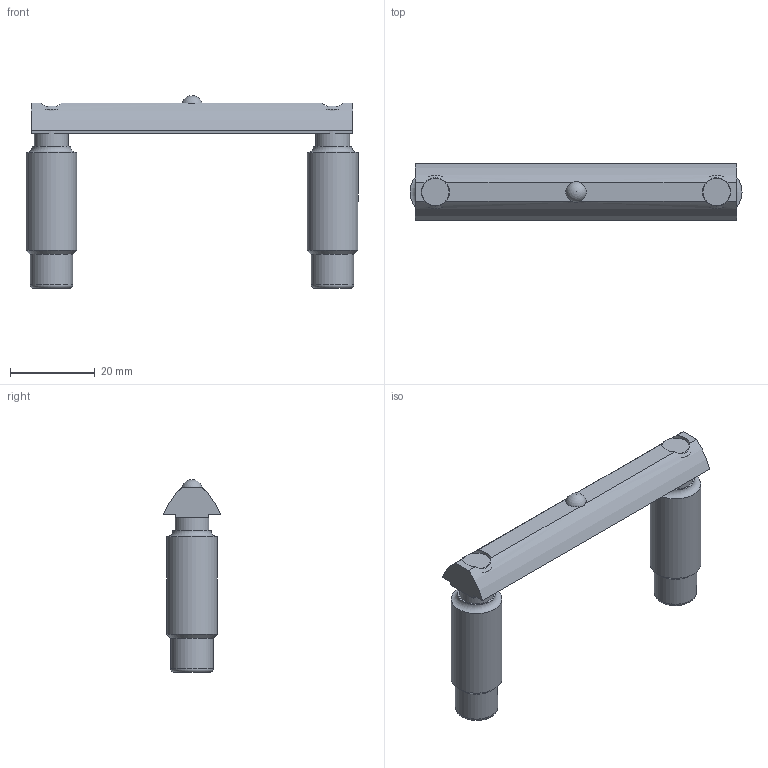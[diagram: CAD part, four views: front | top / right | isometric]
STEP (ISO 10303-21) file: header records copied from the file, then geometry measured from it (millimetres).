
FILE_DESCRIPTION(/* description */ ('KriTec Systemverbinder 8 80'),/* implementation_level */ '2;1');
FILE_NAME(/* name */ '13008_KriTec_Systemverbinder_8_80_1.stp',/* time_stamp */ '2020-11-03T10:58:04+01:00',/* author */ ('jendrek'),/* organization */ (''),/* preprocessor_version */ 'ST-DEVELOPER v17',/* originating_system */ 'Autodesk Inventor 2018',/* authorisation */ '');
FILE_SCHEMA (('AUTOMOTIVE_DESIGN { 1 0 10303 214 3 1 1 }'));
Length unit declared in the file: millimetre
Products named in the file (4): 13008; 11040; Gewindehülse Systemverbinder 8; ISO 4762 - M8 x 35 - 10.9
Assembly tree (5 placements, depth 2):
  13008
    11040
    Gewindehülse Systemverbinder 8  x2
    ISO 4762 - M8 x 35 - 10.9  x2
Bounding box: 78.4 x 13.5 x 45.5 mm (x, y, z)
Volume: 12083 mm3; surface area: 9102.6 mm2
Topology: 5 solids, 5 shells, 94 faces, 263 edges, 178 vertices
Faces by surface type: plane 69, cylinder 12, cone 6, torus 6, sphere 1
Full cylindrical faces by diameter (mm): 6.647 x2, 8 x2, 8.2 x2, 10 x2, 12 x2
Entity records: 2051 total; most frequent: CARTESIAN_POINT 417, DIRECTION 323, ORIENTED_EDGE 312, EDGE_CURVE 156, AXIS2_PLACEMENT_3D 117, VERTEX_POINT 107, LINE 89, VECTOR 89
